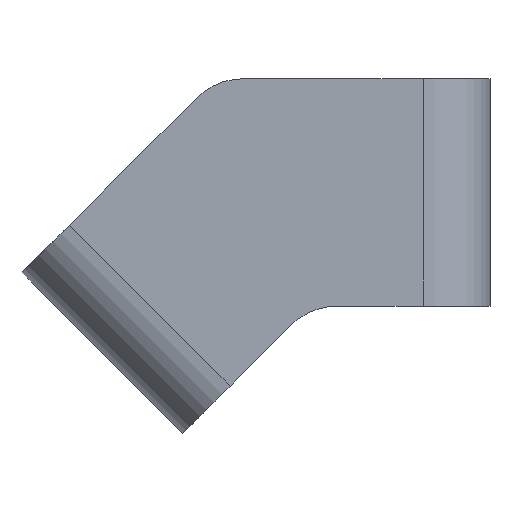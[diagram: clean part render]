
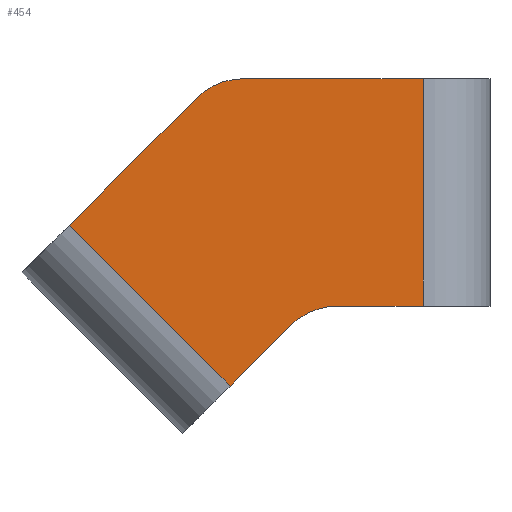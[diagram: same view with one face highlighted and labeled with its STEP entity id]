
A CAD part, left-side view. The second image highlights one B-rep face of the part: STEP entity #454.
In plain terms, the highlighted planar face has unit normal (-1, 0, 0).
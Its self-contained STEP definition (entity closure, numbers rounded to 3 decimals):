
#1 = VECTOR ( 'NONE', #924, 1000. ) ;
#5 = ORIENTED_EDGE ( 'NONE', *, *, #80, .T. ) ;
#31 = CARTESIAN_POINT ( 'NONE',  ( 0., 11.387, 0. ) ) ;
#32 = VERTEX_POINT ( 'NONE', #980 ) ;
#34 = DIRECTION ( 'NONE',  ( 0., -1., 0. ) ) ;
#47 = LINE ( 'NONE', #583, #560 ) ;
#50 = CARTESIAN_POINT ( 'NONE',  ( 0., 5., 17. ) ) ;
#60 = CARTESIAN_POINT ( 'NONE',  ( 0., 0., 17. ) ) ;
#64 = EDGE_CURVE ( 'NONE', #618, #995, #47, .T. ) ;
#73 = DIRECTION ( 'NONE',  ( 0., 0., -1. ) ) ;
#80 = EDGE_CURVE ( 'NONE', #967, #175, #125, .T. ) ;
#104 = EDGE_CURVE ( 'NONE', #105, #175, #551, .T. ) ;
#105 = VERTEX_POINT ( 'NONE', #295 ) ;
#110 = CARTESIAN_POINT ( 'NONE',  ( 0., 34.996, 2.504 ) ) ;
#125 = LINE ( 'NONE', #110, #525 ) ;
#172 = ORIENTED_EDGE ( 'NONE', *, *, #204, .F. ) ;
#175 = VERTEX_POINT ( 'NONE', #691 ) ;
#178 = EDGE_CURVE ( 'NONE', #501, #539, #303, .T. ) ;
#204 = EDGE_CURVE ( 'NONE', #618, #32, #792, .T. ) ;
#206 = LINE ( 'NONE', #838, #349 ) ;
#212 = ORIENTED_EDGE ( 'NONE', *, *, #178, .F. ) ;
#224 = CARTESIAN_POINT ( 'NONE',  ( 0., 11.387, -5. ) ) ;
#252 = AXIS2_PLACEMENT_3D ( 'NONE', #589, #710, #706 ) ;
#295 = CARTESIAN_POINT ( 'NONE',  ( 0., 19.439, -5.981 ) ) ;
#303 = LINE ( 'NONE', #60, #755 ) ;
#304 = ORIENTED_EDGE ( 'NONE', *, *, #104, .F. ) ;
#317 = EDGE_CURVE ( 'NONE', #967, #501, #955, .T. ) ;
#341 = ORIENTED_EDGE ( 'NONE', *, *, #317, .F. ) ;
#349 = VECTOR ( 'NONE', #928, 1000. ) ;
#380 = AXIS2_PLACEMENT_3D ( 'NONE', #224, #541, #73 ) ;
#394 = CARTESIAN_POINT ( 'NONE',  ( 0., 5., 17. ) ) ;
#412 = DIRECTION ( 'NONE',  ( 0., 0., -1. ) ) ;
#446 = EDGE_CURVE ( 'NONE', #539, #995, #669, .T. ) ;
#454 = ADVANCED_FACE ( 'NONE', ( #821 ), #977, .F. ) ;
#501 = VERTEX_POINT ( 'NONE', #623 ) ;
#510 = CARTESIAN_POINT ( 'NONE',  ( 0., 18.429, 12. ) ) ;
#525 = VECTOR ( 'NONE', #674, 1000. ) ;
#531 = ORIENTED_EDGE ( 'NONE', *, *, #446, .F. ) ;
#539 = VERTEX_POINT ( 'NONE', #394 ) ;
#541 = DIRECTION ( 'NONE',  ( -1., 0., 0. ) ) ;
#551 = LINE ( 'NONE', #609, #677 ) ;
#556 = EDGE_LOOP ( 'NONE', ( #705, #172, #655, #531, #212, #341, #5, #304 ) ) ;
#560 = VECTOR ( 'NONE', #34, 1000. ) ;
#583 = CARTESIAN_POINT ( 'NONE',  ( 0., 0., 0. ) ) ;
#589 = CARTESIAN_POINT ( 'NONE',  ( 0., 0., 17. ) ) ;
#609 = CARTESIAN_POINT ( 'NONE',  ( 0., 31.46, 6.04 ) ) ;
#616 = DIRECTION ( 'NONE',  ( 0., -1., 0. ) ) ;
#618 = VERTEX_POINT ( 'NONE', #31 ) ;
#623 = CARTESIAN_POINT ( 'NONE',  ( 0., 18.429, 17. ) ) ;
#655 = ORIENTED_EDGE ( 'NONE', *, *, #64, .T. ) ;
#669 = LINE ( 'NONE', #50, #1 ) ;
#674 = DIRECTION ( 'NONE',  ( 0., 0.707, -0.707 ) ) ;
#677 = VECTOR ( 'NONE', #927, 1000. ) ;
#691 = CARTESIAN_POINT ( 'NONE',  ( 0., 31.46, 6.04 ) ) ;
#705 = ORIENTED_EDGE ( 'NONE', *, *, #823, .F. ) ;
#706 = DIRECTION ( 'NONE',  ( 0., 0., -1. ) ) ;
#710 = DIRECTION ( 'NONE',  ( 1., 0., 0. ) ) ;
#755 = VECTOR ( 'NONE', #616, 1000. ) ;
#792 = CIRCLE ( 'NONE', #380, 5. ) ;
#821 = FACE_OUTER_BOUND ( 'NONE', #556, .T. ) ;
#823 = EDGE_CURVE ( 'NONE', #32, #105, #206, .T. ) ;
#836 = CARTESIAN_POINT ( 'NONE',  ( 0., 5., 0. ) ) ;
#838 = CARTESIAN_POINT ( 'NONE',  ( 0., 22.975, -9.517 ) ) ;
#883 = CARTESIAN_POINT ( 'NONE',  ( 0., 21.964, 15.536 ) ) ;
#911 = AXIS2_PLACEMENT_3D ( 'NONE', #510, #961, #412 ) ;
#924 = DIRECTION ( 'NONE',  ( 0., 0., -1. ) ) ;
#927 = DIRECTION ( 'NONE',  ( 0., 0.707, 0.707 ) ) ;
#928 = DIRECTION ( 'NONE',  ( 0., 0.707, -0.707 ) ) ;
#955 = CIRCLE ( 'NONE', #911, 5. ) ;
#961 = DIRECTION ( 'NONE',  ( 1., 0., 0. ) ) ;
#967 = VERTEX_POINT ( 'NONE', #883 ) ;
#977 = PLANE ( 'NONE',  #252 ) ;
#980 = CARTESIAN_POINT ( 'NONE',  ( 0., 14.923, -1.464 ) ) ;
#995 = VERTEX_POINT ( 'NONE', #836 ) ;
